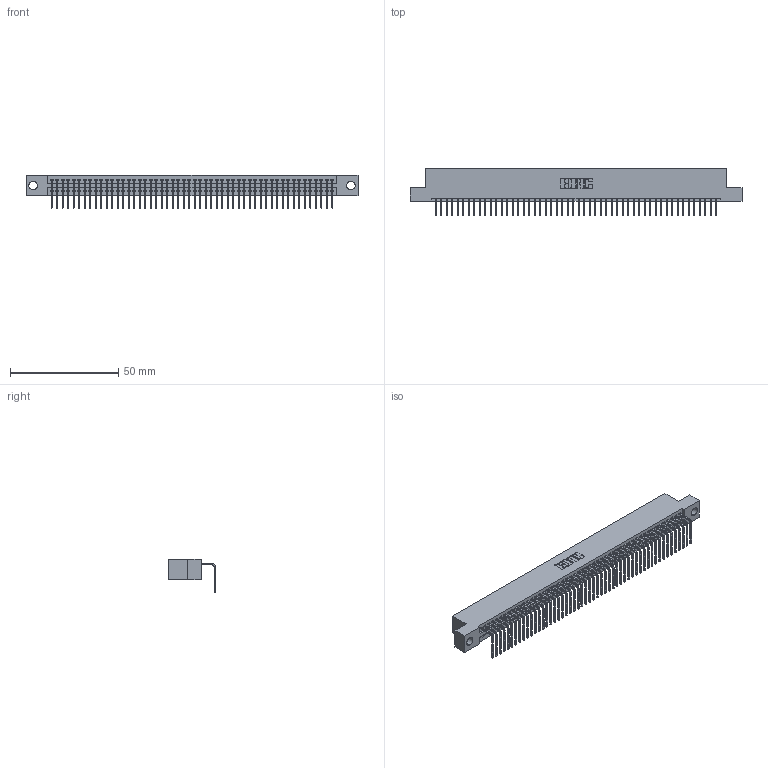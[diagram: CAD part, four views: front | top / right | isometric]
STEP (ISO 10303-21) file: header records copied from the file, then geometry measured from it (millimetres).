
FILE_DESCRIPTION (( 'STEP AP203' ), '1' );
FILE_NAME ('395-052-558-104.STEP', '2018-11-21T01:24:16', ( '' ), ( '' ), 'SwSTEP 2.0', 'SolidWorks 2016', '' );
FILE_SCHEMA (( 'CONFIG_CONTROL_DESIGN' ));
Length unit declared in the file: inch
Products named in the file (3): 345 Part_Flush Mounting Lugs - 0.156 Dia-TH; 395-052-558-104; 345-292-001_558 Tail - 2
Assembly tree (53 placements, depth 2):
  395-052-558-104
    345 Part_Flush Mounting Lugs - 0.156 Dia-TH
    345-292-001_558 Tail - 2  x52
Bounding box: 153.29 x 21.83 x 15.37 mm (x, y, z)
Volume: 14726.9 mm3; surface area: 20533.4 mm2
Topology: 53 solids, 53 shells, 3246 faces, 9805 edges, 6466 vertices
Faces by surface type: plane 2264, cylinder 982
Entity records: 37877 total; most frequent: CARTESIAN_POINT 6568, ORIENTED_EDGE 6554, DIRECTION 5721, EDGE_CURVE 3277, VECTOR 2937, LINE 2937, VERTEX_POINT 2182, AXIS2_PLACEMENT_3D 1392
